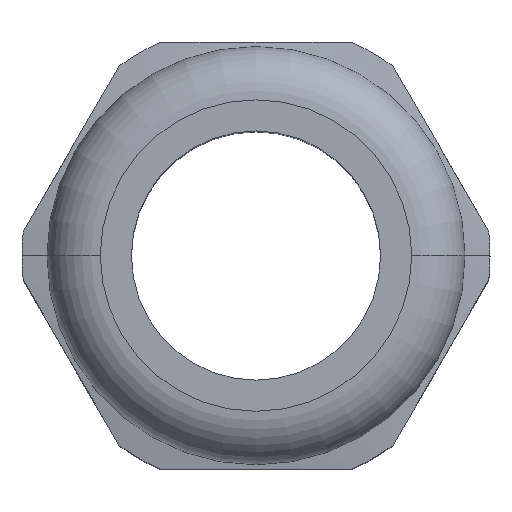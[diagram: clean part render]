
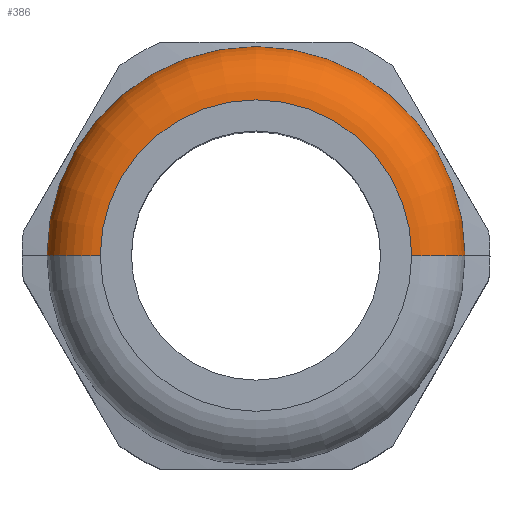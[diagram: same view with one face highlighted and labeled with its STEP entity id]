
A CAD part, top view. The second image highlights one B-rep face of the part: STEP entity #386.
In plain terms, the highlighted toroidal (fillet/blend) face has major radius 8.75 mm and minor radius 3 mm.
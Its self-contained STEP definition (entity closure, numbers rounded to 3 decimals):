
#114 = DIRECTION ( 'NONE',  ( 0., 1., 0. ) ) ;
#116 = CARTESIAN_POINT ( 'NONE',  ( -8.75, 0., 26.5 ) ) ;
#161 = CARTESIAN_POINT ( 'NONE',  ( 11.75, 0., 26.5 ) ) ;
#163 = CARTESIAN_POINT ( 'NONE',  ( -11.75, 0., 26.5 ) ) ;
#172 = DIRECTION ( 'NONE',  ( -1., 0., 0. ) ) ;
#175 = CARTESIAN_POINT ( 'NONE',  ( 8.75, 0., 29.5 ) ) ;
#288 = CARTESIAN_POINT ( 'NONE',  ( -8.75, 0., 29.5 ) ) ;
#326 = DIRECTION ( 'NONE',  ( 1., 0., 0. ) ) ;
#331 = DIRECTION ( 'NONE',  ( 0., 0., 1. ) ) ;
#332 = CARTESIAN_POINT ( 'NONE',  ( 0., 0., 29.5 ) ) ;
#334 = CARTESIAN_POINT ( 'NONE',  ( 8.75, 0., 26.5 ) ) ;
#336 = DIRECTION ( 'NONE',  ( 0., 0., -1. ) ) ;
#337 = DIRECTION ( 'NONE',  ( 0., -1., 0. ) ) ;
#371 = CIRCLE ( 'NONE', #1613, 3. ) ;
#386 = ADVANCED_FACE ( 'NONE', ( #1003 ), #512, .T. ) ;
#478 = EDGE_CURVE ( 'NONE', #871, #870, #488, .T. ) ;
#488 = CIRCLE ( 'NONE', #900, 11.75 ) ;
#494 = CIRCLE ( 'NONE', #1012, 3. ) ;
#495 = CIRCLE ( 'NONE', #912, 8.75 ) ;
#512 = TOROIDAL_SURFACE ( 'NONE', #1008, 8.75, 3. ) ;
#530 = EDGE_CURVE ( 'NONE', #870, #881, #494, .T. ) ;
#532 = EDGE_CURVE ( 'NONE', #881, #1406, #495, .T. ) ;
#542 = EDGE_CURVE ( 'NONE', #871, #1406, #371, .T. ) ;
#686 = CARTESIAN_POINT ( 'NONE',  ( 0., 0., 26.5 ) ) ;
#690 = DIRECTION ( 'NONE',  ( 0., 0., 1. ) ) ;
#691 = DIRECTION ( 'NONE',  ( 1., 0., 0. ) ) ;
#836 = EDGE_LOOP ( 'NONE', ( #1462, #1446, #1445, #1447 ) ) ;
#870 = VERTEX_POINT ( 'NONE', #161 ) ;
#871 = VERTEX_POINT ( 'NONE', #163 ) ;
#881 = VERTEX_POINT ( 'NONE', #175 ) ;
#900 = AXIS2_PLACEMENT_3D ( 'NONE', #1280, #1281, #1282 ) ;
#912 = AXIS2_PLACEMENT_3D ( 'NONE', #332, #331, #326 ) ;
#1003 = FACE_OUTER_BOUND ( 'NONE', #836, .T. ) ;
#1008 = AXIS2_PLACEMENT_3D ( 'NONE', #686, #690, #691 ) ;
#1012 = AXIS2_PLACEMENT_3D ( 'NONE', #334, #337, #336 ) ;
#1280 = CARTESIAN_POINT ( 'NONE',  ( 0., 0., 26.5 ) ) ;
#1281 = DIRECTION ( 'NONE',  ( 0., 0., -1. ) ) ;
#1282 = DIRECTION ( 'NONE',  ( 1., 0., 0. ) ) ;
#1406 = VERTEX_POINT ( 'NONE', #288 ) ;
#1445 = ORIENTED_EDGE ( 'NONE', *, *, #532, .F. ) ;
#1446 = ORIENTED_EDGE ( 'NONE', *, *, #542, .T. ) ;
#1447 = ORIENTED_EDGE ( 'NONE', *, *, #530, .F. ) ;
#1462 = ORIENTED_EDGE ( 'NONE', *, *, #478, .F. ) ;
#1613 = AXIS2_PLACEMENT_3D ( 'NONE', #116, #114, #172 ) ;
